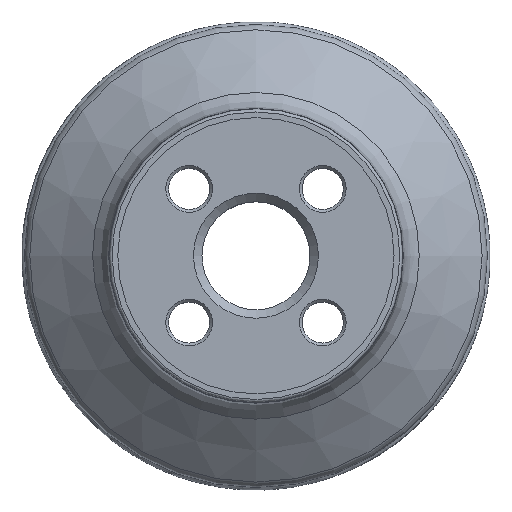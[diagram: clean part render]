
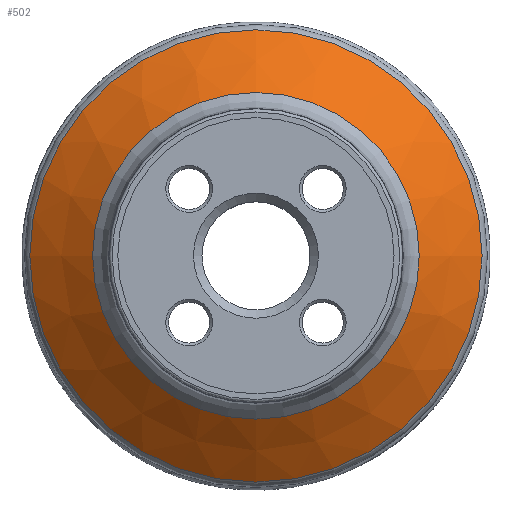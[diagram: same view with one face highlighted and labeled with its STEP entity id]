
A CAD part, top view. The second image highlights one B-rep face of the part: STEP entity #502.
In plain terms, the highlighted conical face has half-angle 51.392 degrees and reference radius 81.7 mm.
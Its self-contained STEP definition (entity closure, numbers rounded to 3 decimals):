
#102=CONICAL_SURFACE('',#948,81.7,51.392);
#158=EDGE_LOOP('',(#272));
#159=EDGE_LOOP('',(#273));
#272=ORIENTED_EDGE('',*,*,#385,.T.);
#273=ORIENTED_EDGE('',*,*,#386,.T.);
#385=EDGE_CURVE('',#685,#685,#442,.T.);
#386=EDGE_CURVE('',#686,#686,#443,.T.);
#442=CIRCLE('',#946,79.82);
#443=CIRCLE('',#947,57.64);
#502=ADVANCED_FACE('SU_5',(#570,#571),#102,.T.);
#570=FACE_BOUND('',#158,.T.);
#571=FACE_BOUND('',#159,.T.);
#685=VERTEX_POINT('',#9980);
#686=VERTEX_POINT('',#9982);
#946=AXIS2_PLACEMENT_3D('',#9979,#1129,#1130);
#947=AXIS2_PLACEMENT_3D('',#9981,#1131,#1132);
#948=AXIS2_PLACEMENT_3D('',#9983,#1133,#1134);
#1129=DIRECTION('',(0.,0.,1.));
#1130=DIRECTION('',(1.,0.,0.));
#1131=DIRECTION('',(0.,0.,-1.));
#1132=DIRECTION('',(-1.,0.,0.));
#1133=DIRECTION('',(0.,0.,-1.));
#1134=DIRECTION('',(-1.,0.,0.));
#9979=CARTESIAN_POINT('',(0.,0.,-44.092));
#9980=CARTESIAN_POINT('',(79.82,0.,-44.092));
#9981=CARTESIAN_POINT('',(0.,0.,-26.381));
#9982=CARTESIAN_POINT('',(-57.64,0.,-26.381));
#9983=CARTESIAN_POINT('',(0.,0.,-45.594));
